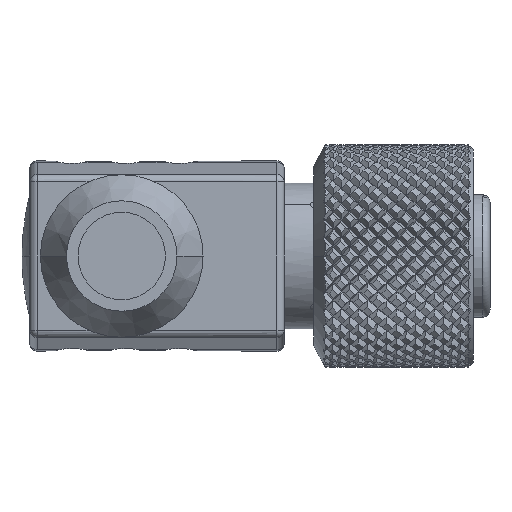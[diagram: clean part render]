
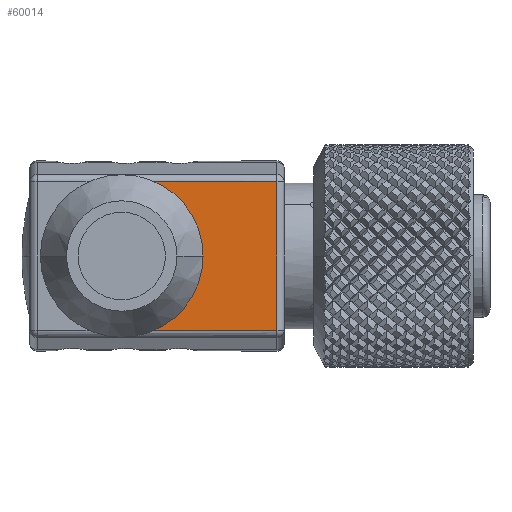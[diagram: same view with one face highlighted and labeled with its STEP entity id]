
A CAD part, left-side view. The second image highlights one B-rep face of the part: STEP entity #60014.
In plain terms, the highlighted planar face has unit normal (-1, 0, 0).
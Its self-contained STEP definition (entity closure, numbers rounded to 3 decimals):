
#11=CARTESIAN_POINT('',(19.1,0.,0.));
#12=DIRECTION('',(1.,0.,0.));
#13=DIRECTION('',(0.,-0.393,0.919));
#14=AXIS2_PLACEMENT_3D('',#11,#12,#13);
#103=DIRECTION('',(0.,0.,1.));
#104=VECTOR('',#103,9.653);
#105=CARTESIAN_POINT('',(19.1,-10.1,-4.827));
#106=LINE('',#105,#104);
#107=DIRECTION('',(0.,-1.,0.));
#108=VECTOR('',#107,8.034);
#109=CARTESIAN_POINT('',(19.1,-2.066,-4.827));
#110=LINE('',#109,#108);
#111=DIRECTION('',(0.,1.,0.));
#112=VECTOR('',#111,8.034);
#113=CARTESIAN_POINT('',(19.1,-10.1,4.827));
#114=LINE('',#113,#112);
#54210=CARTESIAN_POINT('',(19.1,0.,0.));
#54211=DIRECTION('',(1.,0.,0.));
#54212=DIRECTION('',(0.,-1.,0.));
#54213=AXIS2_PLACEMENT_3D('',#54210,#54211,#54212);
#54359=CARTESIAN_POINT('',(19.1,-5.25,0.));
#54360=VERTEX_POINT('',#54359);
#54433=CARTESIAN_POINT('',(19.1,-10.1,-4.827));
#54434=CARTESIAN_POINT('',(19.1,-10.1,4.827));
#54435=VERTEX_POINT('',#54433);
#54436=VERTEX_POINT('',#54434);
#54445=CARTESIAN_POINT('',(19.1,-2.066,-4.827));
#54446=VERTEX_POINT('',#54445);
#54467=CARTESIAN_POINT('',(19.1,-2.066,4.827));
#54468=VERTEX_POINT('',#54467);
#59999=CARTESIAN_POINT('',(19.1,0.,0.));
#60000=DIRECTION('',(1.,0.,0.));
#60001=DIRECTION('',(0.,0.,-1.));
#60002=AXIS2_PLACEMENT_3D('',#59999,#60000,#60001);
#60003=PLANE('',#60002);
#60005=ORIENTED_EDGE('',*,*,#60004,.F.);
#60006=ORIENTED_EDGE('',*,*,#59979,.F.);
#60008=ORIENTED_EDGE('',*,*,#60007,.F.);
#60009=ORIENTED_EDGE('',*,*,#59826,.F.);
#60011=ORIENTED_EDGE('',*,*,#60010,.F.);
#60012=EDGE_LOOP('',(#60005,#60006,#60008,#60009,#60011));
#60013=FACE_OUTER_BOUND('',#60012,.F.);
#60014=ADVANCED_FACE('',(#60013),#60003,.F.);
#15=CIRCLE('',#14,5.25);
#54214=CIRCLE('',#54213,5.25);
#59826=EDGE_CURVE('',#54468,#54360,#15,.T.);
#59979=EDGE_CURVE('',#54446,#54435,#110,.T.);
#60004=EDGE_CURVE('',#54435,#54436,#106,.T.);
#60007=EDGE_CURVE('',#54360,#54446,#54214,.T.);
#60010=EDGE_CURVE('',#54436,#54468,#114,.T.);
